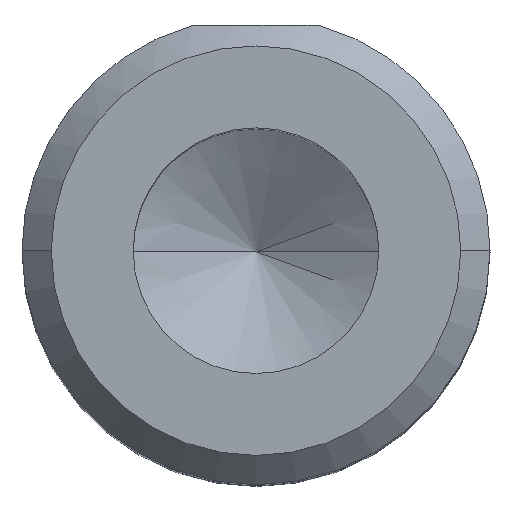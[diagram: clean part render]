
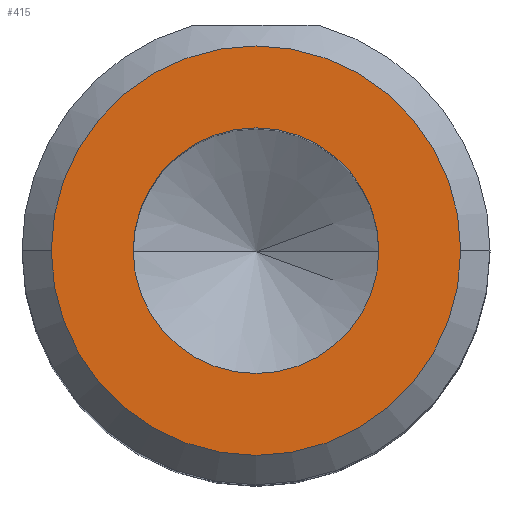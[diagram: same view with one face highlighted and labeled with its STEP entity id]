
A CAD part, top view. The second image highlights one B-rep face of the part: STEP entity #415.
In plain terms, the highlighted planar face has unit normal (0, 0, 1).
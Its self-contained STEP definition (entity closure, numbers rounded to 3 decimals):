
#12 = EDGE_LOOP ( 'NONE', ( #1235, #996 ) ) ;
#40 = AXIS2_PLACEMENT_3D ( 'NONE', #1225, #627, #47 ) ;
#47 = DIRECTION ( 'NONE',  ( 1., 0., 0. ) ) ;
#66 = AXIS2_PLACEMENT_3D ( 'NONE', #90, #765, #190 ) ;
#90 = CARTESIAN_POINT ( 'NONE',  ( 0., 0., 10. ) ) ;
#103 = AXIS2_PLACEMENT_3D ( 'NONE', #975, #388, #1073 ) ;
#146 = CARTESIAN_POINT ( 'NONE',  ( 3.5, 0., 10. ) ) ;
#178 = CIRCLE ( 'NONE', #1111, 3.5 ) ;
#190 = DIRECTION ( 'NONE',  ( 1., 0., 0. ) ) ;
#225 = VERTEX_POINT ( 'NONE', #146 ) ;
#241 = AXIS2_PLACEMENT_3D ( 'NONE', #358, #461, #1148 ) ;
#332 = DIRECTION ( 'NONE',  ( 0., 0., 1. ) ) ;
#358 = CARTESIAN_POINT ( 'NONE',  ( 0., 0., 10. ) ) ;
#379 = CARTESIAN_POINT ( 'NONE',  ( 2.1, 0., 10. ) ) ;
#388 = DIRECTION ( 'NONE',  ( 0., 0., 1. ) ) ;
#415 = ADVANCED_FACE ( 'NONE', ( #783, #514 ), #454, .T. ) ;
#454 = PLANE ( 'NONE',  #241 ) ;
#461 = DIRECTION ( 'NONE',  ( 0., 0., 1. ) ) ;
#473 = CARTESIAN_POINT ( 'NONE',  ( -3.5, 0., 10. ) ) ;
#494 = VERTEX_POINT ( 'NONE', #473 ) ;
#507 = VERTEX_POINT ( 'NONE', #379 ) ;
#514 = FACE_BOUND ( 'NONE', #623, .T. ) ;
#545 = CIRCLE ( 'NONE', #66, 2.1 ) ;
#623 = EDGE_LOOP ( 'NONE', ( #793, #829 ) ) ;
#627 = DIRECTION ( 'NONE',  ( 0., 0., 1. ) ) ;
#765 = DIRECTION ( 'NONE',  ( 0., 0., 1. ) ) ;
#782 = EDGE_CURVE ( 'NONE', #225, #494, #874, .T. ) ;
#783 = FACE_OUTER_BOUND ( 'NONE', #12, .T. ) ;
#793 = ORIENTED_EDGE ( 'NONE', *, *, #1078, .F. ) ;
#829 = ORIENTED_EDGE ( 'NONE', *, *, #832, .F. ) ;
#832 = EDGE_CURVE ( 'NONE', #1161, #507, #545, .T. ) ;
#874 = CIRCLE ( 'NONE', #103, 3.5 ) ;
#889 = CIRCLE ( 'NONE', #40, 2.1 ) ;
#896 = CARTESIAN_POINT ( 'NONE',  ( -2.1, 0., 10. ) ) ;
#926 = CARTESIAN_POINT ( 'NONE',  ( 0., 0., 10. ) ) ;
#975 = CARTESIAN_POINT ( 'NONE',  ( 0., 0., 10. ) ) ;
#996 = ORIENTED_EDGE ( 'NONE', *, *, #782, .T. ) ;
#1022 = DIRECTION ( 'NONE',  ( 1., 0., 0. ) ) ;
#1073 = DIRECTION ( 'NONE',  ( 1., 0., 0. ) ) ;
#1075 = EDGE_CURVE ( 'NONE', #494, #225, #178, .T. ) ;
#1078 = EDGE_CURVE ( 'NONE', #507, #1161, #889, .T. ) ;
#1111 = AXIS2_PLACEMENT_3D ( 'NONE', #926, #332, #1022 ) ;
#1148 = DIRECTION ( 'NONE',  ( 1., 0., 0. ) ) ;
#1161 = VERTEX_POINT ( 'NONE', #896 ) ;
#1225 = CARTESIAN_POINT ( 'NONE',  ( 0., 0., 10. ) ) ;
#1235 = ORIENTED_EDGE ( 'NONE', *, *, #1075, .T. ) ;
